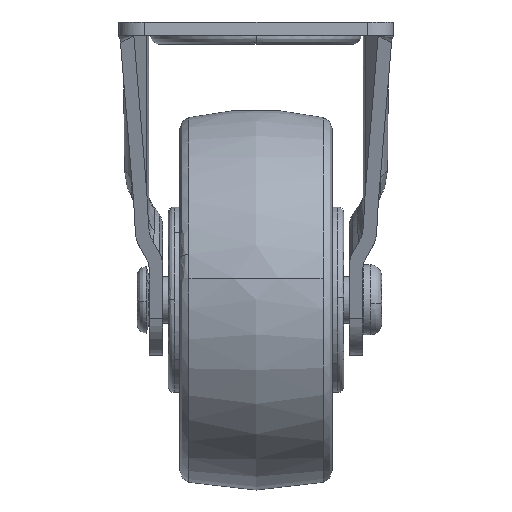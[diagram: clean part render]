
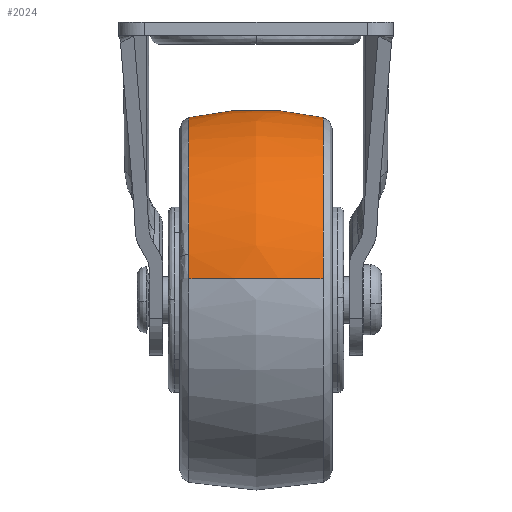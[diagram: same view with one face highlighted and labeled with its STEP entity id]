
A CAD part, left-side view. The second image highlights one B-rep face of the part: STEP entity #2024.
In plain terms, the highlighted free-form (B-spline) face has degree [2, 2] with [5, 5] control points.
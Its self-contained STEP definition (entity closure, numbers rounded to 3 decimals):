
#1352=CARTESIAN_POINT('',(-30.19,11.458,7.752));
#1353=VERTEX_POINT('',#1352);
#1364=CARTESIAN_POINT('',(0.0,11.458,31.169));
#1365=VERTEX_POINT('',#1364);
#1366=CARTESIAN_POINT('',(0.0,11.458,31.169));
#1367=CARTESIAN_POINT('',(-1.928,11.458,31.17));
#1368=CARTESIAN_POINT('',(-5.141,11.458,30.87));
#1369=CARTESIAN_POINT('',(-10.447,11.458,29.53));
#1370=CARTESIAN_POINT('',(-15.272,11.458,27.39));
#1371=CARTESIAN_POINT('',(-19.505,11.458,24.442));
#1372=CARTESIAN_POINT('',(-22.968,11.458,21.234));
#1373=CARTESIAN_POINT('',(-25.601,11.458,17.971));
#1374=CARTESIAN_POINT('',(-28.335,11.458,13.357));
#1375=CARTESIAN_POINT('',(-29.605,11.458,10.034));
#1376=CARTESIAN_POINT('',(-30.19,11.458,7.752));
#1377=B_SPLINE_CURVE_WITH_KNOTS('',3,(#1366,#1367,#1368,#1369,#1370,#1371,#1372,#1373,#1374,#1375,#1376),.UNSPECIFIED.,.F.,.U.,(4,1,1,1,1,1,1,1,4),(0.,5.783,9.639,16.387,21.527,25.062,30.524,34.058,41.127),.UNSPECIFIED.);
#1378=EDGE_CURVE('',#1365,#1353,#1377,.T.);
#1467=CARTESIAN_POINT('',(-30.961,11.458,3.599));
#1468=VERTEX_POINT('',#1467);
#1486=CARTESIAN_POINT('',(-30.19,11.458,7.752));
#1487=CARTESIAN_POINT('',(-30.541,11.458,6.387));
#1488=CARTESIAN_POINT('',(-30.798,11.458,4.998));
#1489=CARTESIAN_POINT('',(-30.961,11.458,3.599));
#1490=B_SPLINE_CURVE_WITH_KNOTS('',3,(#1486,#1487,#1488,#1489),.UNSPECIFIED.,.F.,.U.,(4,4),(0.,4.227),.UNSPECIFIED.);
#1491=EDGE_CURVE('',#1353,#1468,#1490,.T.);
#1706=CARTESIAN_POINT('',(0.0,-11.458,31.169));
#1707=VERTEX_POINT('',#1706);
#1723=CARTESIAN_POINT('',(-30.961,-11.458,3.599));
#1724=VERTEX_POINT('',#1723);
#1725=CARTESIAN_POINT('',(0.0,-11.458,31.169));
#1726=CARTESIAN_POINT('',(-2.717,-11.458,31.17));
#1727=CARTESIAN_POINT('',(-6.85,-11.458,30.625));
#1728=CARTESIAN_POINT('',(-12.45,-11.458,28.709));
#1729=CARTESIAN_POINT('',(-16.544,-11.458,26.561));
#1730=CARTESIAN_POINT('',(-20.828,-11.458,23.395));
#1731=CARTESIAN_POINT('',(-24.687,-11.458,19.364));
#1732=CARTESIAN_POINT('',(-27.545,-11.458,14.853));
#1733=CARTESIAN_POINT('',(-29.815,-11.458,9.648));
#1734=CARTESIAN_POINT('',(-30.675,-11.458,6.063));
#1735=CARTESIAN_POINT('',(-30.961,-11.458,3.599));
#1736=B_SPLINE_CURVE_WITH_KNOTS('',3,(#1725,#1726,#1727,#1728,#1729,#1730,#1731,#1732,#1733,#1734,#1735),.UNSPECIFIED.,.F.,.U.,(4,1,1,1,1,1,1,1,4),(0.,8.15,12.401,17.716,21.968,28.346,34.37,37.913,45.354),.UNSPECIFIED.);
#1737=EDGE_CURVE('',#1707,#1724,#1736,.T.);
#1959=CARTESIAN_POINT('',(0.0,-11.458,31.169));
#1960=CARTESIAN_POINT('',(0.0,-8.997,31.749));
#1961=CARTESIAN_POINT('',(0.0,-4.105,32.515));
#1962=CARTESIAN_POINT('',(0.0,3.623,32.571));
#1963=CARTESIAN_POINT('',(0.0,8.762,31.804));
#1964=CARTESIAN_POINT('',(0.0,11.458,31.169));
#1965=B_SPLINE_CURVE_WITH_KNOTS('',3,(#1959,#1960,#1961,#1962,#1963,#1964),.UNSPECIFIED.,.F.,.U.,(4,1,1,4),(0.,7.587,14.813,23.122),.UNSPECIFIED.);
#1966=EDGE_CURVE('',#1707,#1365,#1965,.T.);
#1972=CARTESIAN_POINT('',(-30.961,-11.458,3.599));
#1973=CARTESIAN_POINT('',(-31.537,-8.997,3.666));
#1974=CARTESIAN_POINT('',(-32.335,-3.866,3.759));
#1975=CARTESIAN_POINT('',(-32.335,3.866,3.759));
#1976=CARTESIAN_POINT('',(-31.537,8.997,3.666));
#1977=CARTESIAN_POINT('',(-30.961,11.458,3.599));
#1978=B_SPLINE_CURVE_WITH_KNOTS('',3,(#1972,#1973,#1974,#1975,#1976,#1977),.UNSPECIFIED.,.F.,.U.,(4,1,1,4),(0.,7.587,15.535,23.122),.UNSPECIFIED.);
#1979=EDGE_CURVE('',#1724,#1468,#1978,.T.);
#1984=CARTESIAN_POINT('',(0.2,-12.612,30.883));
#1985=CARTESIAN_POINT('',(0.211,-6.41,32.5));
#1986=CARTESIAN_POINT('',(0.211,0.,32.5));
#1987=CARTESIAN_POINT('',(0.211,6.41,32.5));
#1988=CARTESIAN_POINT('',(0.2,12.612,30.883));
#1989=CARTESIAN_POINT('',(0.1,-12.612,30.883));
#1990=CARTESIAN_POINT('',(0.106,-6.41,32.5));
#1991=CARTESIAN_POINT('',(0.106,0.,32.5));
#1992=CARTESIAN_POINT('',(0.106,6.41,32.5));
#1993=CARTESIAN_POINT('',(0.1,12.612,30.883));
#1994=CARTESIAN_POINT('',(-27.501,-12.612,30.883));
#1995=CARTESIAN_POINT('',(-28.941,-6.41,32.5));
#1996=CARTESIAN_POINT('',(-28.941,0.,32.5));
#1997=CARTESIAN_POINT('',(-28.941,6.41,32.5));
#1998=CARTESIAN_POINT('',(-27.501,12.612,30.883));
#1999=CARTESIAN_POINT('',(-30.689,-12.612,3.462));
#2000=CARTESIAN_POINT('',(-32.295,-6.41,3.643));
#2001=CARTESIAN_POINT('',(-32.295,0.,3.643));
#2002=CARTESIAN_POINT('',(-32.295,6.41,3.643));
#2003=CARTESIAN_POINT('',(-30.689,12.612,3.462));
#2004=CARTESIAN_POINT('',(-30.701,-12.612,3.358));
#2005=CARTESIAN_POINT('',(-32.308,-6.41,3.534));
#2006=CARTESIAN_POINT('',(-32.308,0.,3.534));
#2007=CARTESIAN_POINT('',(-32.308,6.41,3.534));
#2008=CARTESIAN_POINT('',(-30.701,12.612,3.358));
#2016=(BOUNDED_SURFACE()B_SPLINE_SURFACE(2,2,((#1984,#1989,#1994,#1999,#2004),(#1985,#1990,#1995,#2000,#2005),(#1986,#1991,#1996,#2001,#2006),(#1987,#1992,#1997,#2002,#2007),(#1988,#1993,#1998,#2003,#2008)),.UNSPECIFIED.,.F.,.F.,.U.)B_SPLINE_SURFACE_WITH_KNOTS((3,2,3),(3,1,1,3),(0.0,13.118,26.237),(0.0,0.247,49.733,49.98),.UNSPECIFIED.)GEOMETRIC_REPRESENTATION_ITEM()RATIONAL_B_SPLINE_SURFACE(((0.942,0.941,0.686,0.9,0.901),(0.964,0.963,0.702,0.921,0.922),(1.003,1.001,0.731,0.958,0.959),(0.964,0.963,0.702,0.921,0.922),(0.942,0.941,0.686,0.9,0.901)))REPRESENTATION_ITEM('')SURFACE());
#2017=ORIENTED_EDGE('',*,*,#1378,.T.);
#2018=ORIENTED_EDGE('',*,*,#1491,.T.);
#2019=ORIENTED_EDGE('',*,*,#1979,.F.);
#2020=ORIENTED_EDGE('',*,*,#1737,.F.);
#2021=ORIENTED_EDGE('',*,*,#1966,.T.);
#2022=EDGE_LOOP('',(#2017,#2018,#2019,#2020,#2021));
#2023=FACE_OUTER_BOUND('',#2022,.T.);
#2024=ADVANCED_FACE('',(#2023),#2016,.T.);
